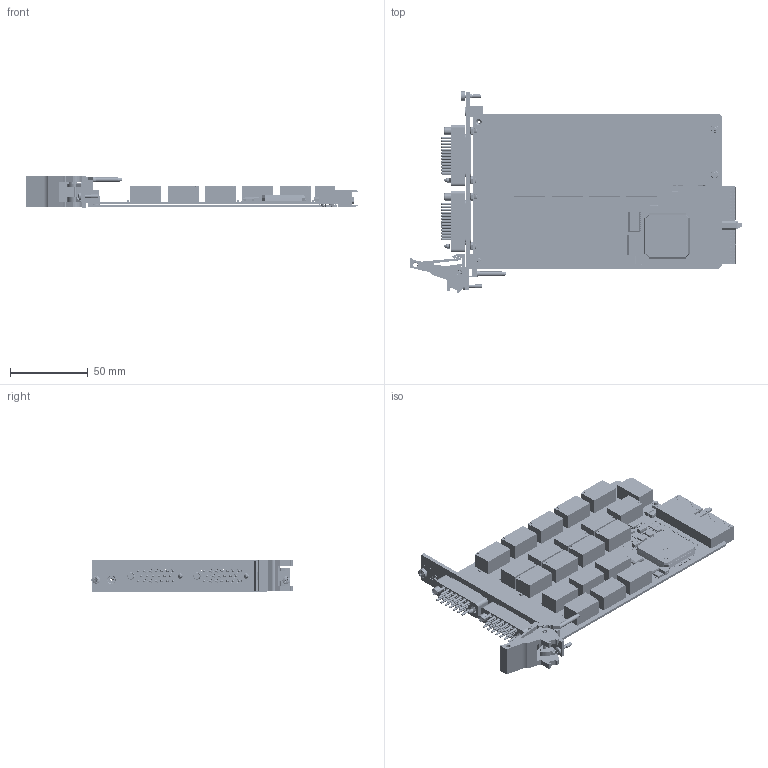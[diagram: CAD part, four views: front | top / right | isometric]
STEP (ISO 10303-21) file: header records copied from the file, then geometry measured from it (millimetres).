
FILE_DESCRIPTION (( 'STEP AP214' ), '1' );
FILE_NAME ('40-160-003 - 20x SPST 10A POWER CARD.STEP', '2013-09-04T11:19:43', ( 'admin' ), ( '' ), 'SwSTEP 2.0', 'SolidWorks 2012', '' );
FILE_SCHEMA (( 'AUTOMOTIVE_DESIGN' ));
Length unit declared in the file: millimetre
Products named in the file (1): 40-160-003 - 20x SPST 10A POWER CARD
Bounding box: 214.01 x 129.67 x 20 mm (x, y, z)
Surface area: 98799.4 mm2 (no closed solid volume)
Topology: 0 solids, 595 shells, 3078 faces, 12689 edges, 9828 vertices
Faces by surface type: plane 2192, cylinder 687, cone 85, torus 85, bspline 26, sphere 3
Full cylindrical faces by diameter (mm): 0.313 x1, 0.6 x110, 0.75 x63, 0.9 x2, 1 x24, 1.496 x2, 1.5 x40, 1.55 x40, 2 x5, 2.05 x2, 2.497 x1, 2.5 x3, 2.6 x3, 2.8 x1, 2.951 x2, 3 x3, 3.15 x33, 3.2 x39, 3.665 x1, 3.75 x2, 4.35 x1, 4.7 x5, 4.75 x2, 5 x3, 5.2 x4, 5.3 x1, 5.9 x1, 6 x1, 6.8 x4
Entity records: 170258 total; most frequent: CARTESIAN_POINT 36452, DIRECTION 19939, ORIENTED_EDGE 16184, EDGE_CURVE 11945, VERTEX_POINT 9652, LINE 8625, VECTOR 8625, AXIS2_PLACEMENT_3D 5657
